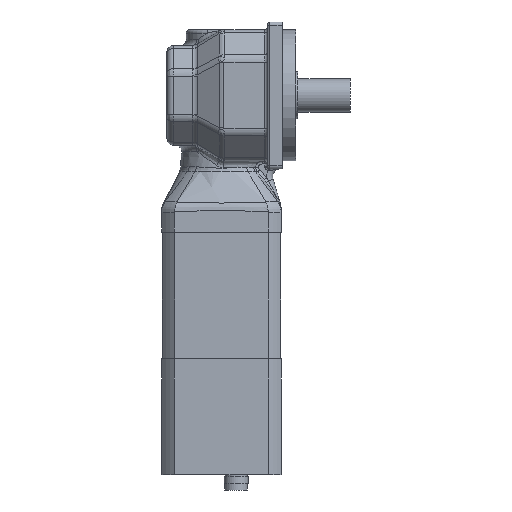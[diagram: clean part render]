
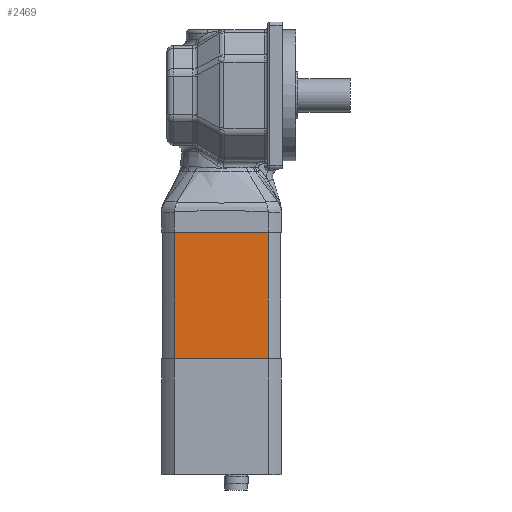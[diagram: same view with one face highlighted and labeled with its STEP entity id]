
A CAD part, left-side view. The second image highlights one B-rep face of the part: STEP entity #2469.
In plain terms, the highlighted planar face has unit normal (-1, 0, 0).
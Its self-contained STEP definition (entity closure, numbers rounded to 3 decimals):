
#2469=ADVANCED_FACE('',(#3510),#3342,.F.);
#3342=PLANE('',#13697);
#3510=FACE_OUTER_BOUND('',#4342,.T.);
#4342=EDGE_LOOP('',(#5417,#5418,#5419,#5420));
#5417=ORIENTED_EDGE('',*,*,#10571,.T.);
#5418=ORIENTED_EDGE('',*,*,#10587,.F.);
#5419=ORIENTED_EDGE('',*,*,#10588,.F.);
#5420=ORIENTED_EDGE('',*,*,#10585,.T.);
#9317=VERTEX_POINT('',#19044);
#9319=VERTEX_POINT('',#19058);
#9326=VERTEX_POINT('',#19098);
#9327=VERTEX_POINT('',#19102);
#10571=EDGE_CURVE('',#9319,#9317,#12528,.T.);
#10585=EDGE_CURVE('',#9326,#9319,#12535,.T.);
#10587=EDGE_CURVE('',#9327,#9317,#12536,.T.);
#10588=EDGE_CURVE('',#9326,#9327,#12537,.T.);
#12528=LINE('',#19057,#13104);
#12535=LINE('',#19097,#13111);
#12536=LINE('',#19101,#13112);
#12537=LINE('',#19103,#13113);
#13104=VECTOR('',#15313,1.);
#13111=VECTOR('',#15340,1.);
#13112=VECTOR('',#15345,1.);
#13113=VECTOR('',#15346,1.);
#13697=AXIS2_PLACEMENT_3D('',#19104,#15347,#15348);
#15313=DIRECTION('',(0.,-1.,0.));
#15340=DIRECTION('',(0.,0.,-1.));
#15345=DIRECTION('',(0.,0.,-1.));
#15346=DIRECTION('',(0.,-1.,0.));
#15347=DIRECTION('',(1.,0.,0.));
#15348=DIRECTION('',(0.,0.,-1.));
#19044=CARTESIAN_POINT('',(0.5,12.371,107.5));
#19057=CARTESIAN_POINT('',(0.5,57.,107.5));
#19058=CARTESIAN_POINT('',(0.5,101.629,107.5));
#19097=CARTESIAN_POINT('',(0.5,101.629,227.5));
#19098=CARTESIAN_POINT('',(0.5,101.629,227.5));
#19101=CARTESIAN_POINT('',(0.5,12.371,227.5));
#19102=CARTESIAN_POINT('',(0.5,12.371,227.5));
#19103=CARTESIAN_POINT('',(0.5,57.,227.5));
#19104=CARTESIAN_POINT('',(0.5,57.,227.5));
